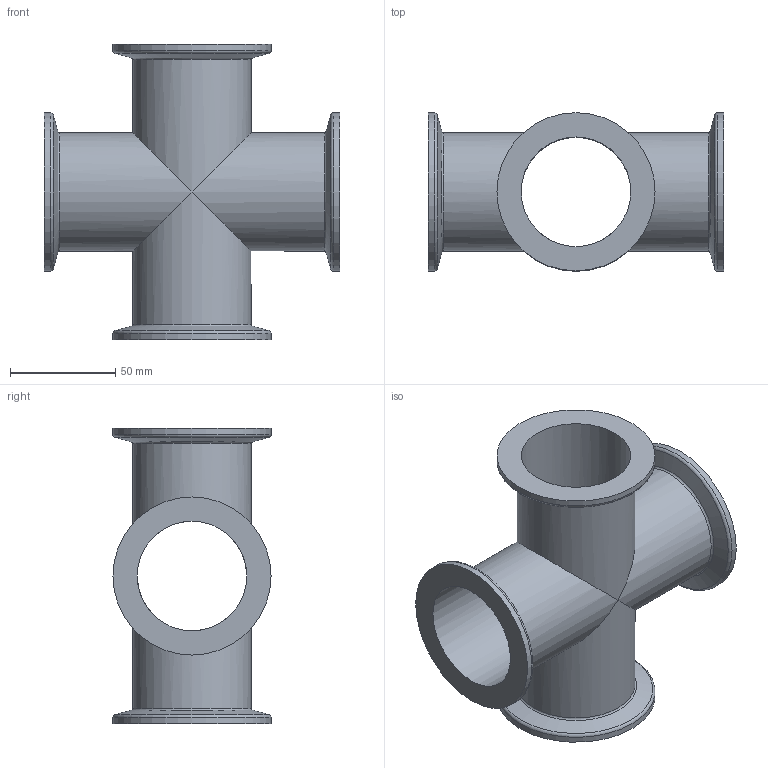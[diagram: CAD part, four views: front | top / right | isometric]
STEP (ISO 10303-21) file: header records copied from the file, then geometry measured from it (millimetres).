
FILE_DESCRIPTION(/* description */ (''),/* implementation_level */ '2;1');
FILE_NAME(/* name */ '33.050008.171.850',/* time_stamp */ '2018-11-26T15:00:26+01:00',/* author */ ('Murat Coskun Bicak'),/* organization */ ('Evac AG'),/* preprocessor_version */ 'ST-DEVELOPER v16.7',/* originating_system */ 'DEX',/* authorisation */ $);
FILE_SCHEMA (('AUTOMOTIVE_DESIGN {1 0 10303 214 3 1 1}'));
Length unit declared in the file: millimetre
Products named in the file (1): 33.050008.171.850
Bounding box: 140 x 75 x 140 mm (x, y, z)
Volume: 112254 mm3; surface area: 87597.7 mm2
Topology: 1 solids, 1 shells, 28 faces, 72 edges, 44 vertices
Faces by surface type: cylinder 12, torus 8, cone 4, plane 4
Full cylindrical faces by diameter (mm): 52 x4, 56 x4, 75 x4
Entity records: 630 total; most frequent: DIRECTION 122, CARTESIAN_POINT 89, ORIENTED_EDGE 64, AXIS2_PLACEMENT_3D 61, EDGE_LOOP 56, FACE_BOUND 56, EDGE_CURVE 32, VERTEX_POINT 28
